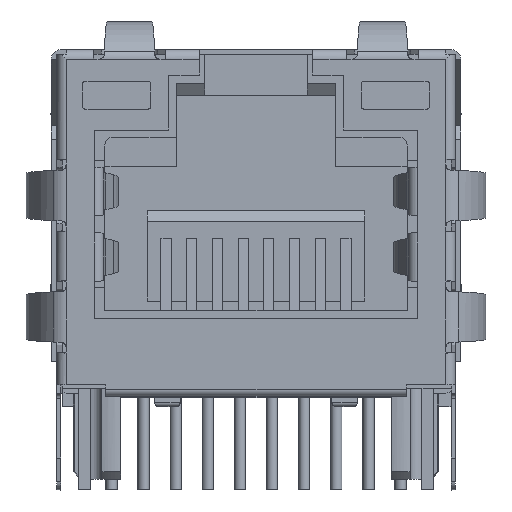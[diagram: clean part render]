
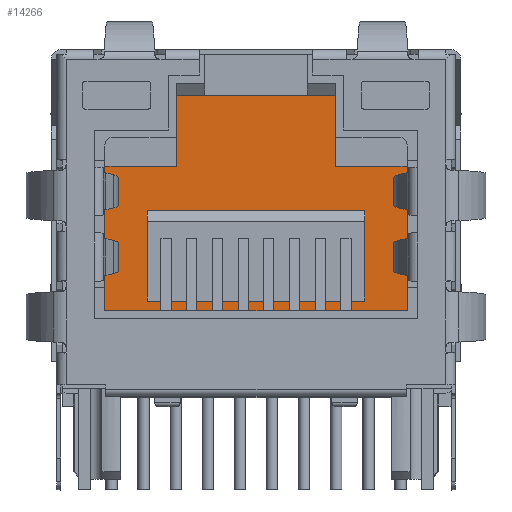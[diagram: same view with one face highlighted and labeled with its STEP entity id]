
A CAD part, front view. The second image highlights one B-rep face of the part: STEP entity #14266.
In plain terms, the highlighted planar face has unit normal (0, -1, 0).
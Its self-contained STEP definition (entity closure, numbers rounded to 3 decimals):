
#13428 = VERTEX_POINT('',#13429);
#13429 = CARTESIAN_POINT('',(3.149,-8.9,
    11.35));
#13484 = VERTEX_POINT('',#13485);
#13485 = CARTESIAN_POINT('',(3.149,-8.9,
    8.55));
#13491 = EDGE_CURVE('',#13484,#13428,#13492,.T.);
#13492 = LINE('',#13493,#13494);
#13493 = CARTESIAN_POINT('',(3.149,-8.9,
    8.55));
#13494 = VECTOR('',#13495,1.);
#13495 = DIRECTION('',(0.,0.,1.));
#13508 = VERTEX_POINT('',#13509);
#13509 = CARTESIAN_POINT('',(-3.151,-8.9,
    11.35));
#13522 = EDGE_CURVE('',#13428,#13508,#13523,.T.);
#13523 = LINE('',#13524,#13525);
#13524 = CARTESIAN_POINT('',(3.149,-8.9,
    11.35));
#13525 = VECTOR('',#13526,1.);
#13526 = DIRECTION('',(-1.,0.,0.));
#13539 = VERTEX_POINT('',#13540);
#13540 = CARTESIAN_POINT('',(-3.151,-8.9,
    8.55));
#13600 = EDGE_CURVE('',#13508,#13539,#13601,.T.);
#13601 = LINE('',#13602,#13603);
#13602 = CARTESIAN_POINT('',(-3.151,-8.9,
    11.35));
#13603 = VECTOR('',#13604,1.);
#13604 = DIRECTION('',(0.,0.,-1.));
#13617 = VERTEX_POINT('',#13618);
#13618 = CARTESIAN_POINT('',(-5.971,-8.9,
    8.55));
#13631 = EDGE_CURVE('',#13539,#13617,#13632,.T.);
#13632 = LINE('',#13633,#13634);
#13633 = CARTESIAN_POINT('',(-3.151,-8.9,
    8.55));
#13634 = VECTOR('',#13635,1.);
#13635 = DIRECTION('',(-1.,0.,0.));
#13646 = VERTEX_POINT('',#13647);
#13647 = CARTESIAN_POINT('',(-5.971,-8.9,
    2.83));
#13692 = EDGE_CURVE('',#13617,#13646,#13693,.T.);
#13693 = LINE('',#13694,#13695);
#13694 = CARTESIAN_POINT('',(-5.971,-8.9,
    8.55));
#13695 = VECTOR('',#13696,1.);
#13696 = DIRECTION('',(0.,0.,-1.));
#13707 = VERTEX_POINT('',#13708);
#13708 = CARTESIAN_POINT('',(5.969,-8.9,
    2.83));
#13716 = EDGE_CURVE('',#13646,#13707,#13717,.T.);
#13717 = LINE('',#13718,#13719);
#13718 = CARTESIAN_POINT('',(-5.971,-8.9,
    2.83));
#13719 = VECTOR('',#13720,1.);
#13720 = DIRECTION('',(1.,0.,0.));
#14133 = VERTEX_POINT('',#14134);
#14134 = CARTESIAN_POINT('',(5.969,-8.9,
    8.55));
#14179 = EDGE_CURVE('',#13707,#14133,#14180,.T.);
#14180 = LINE('',#14181,#14182);
#14181 = CARTESIAN_POINT('',(5.969,-8.9,
    2.83));
#14182 = VECTOR('',#14183,1.);
#14183 = DIRECTION('',(0.,0.,1.));
#14201 = EDGE_CURVE('',#14133,#13484,#14202,.T.);
#14202 = LINE('',#14203,#14204);
#14203 = CARTESIAN_POINT('',(5.969,-8.9,
    8.55));
#14204 = VECTOR('',#14205,1.);
#14205 = DIRECTION('',(-1.,0.,0.));
#14266 = ADVANCED_FACE('',(#14267,#14277),#14311,.F.);
#14267 = FACE_BOUND('',#14268,.F.);
#14268 = EDGE_LOOP('',(#14269,#14270,#14271,#14272,#14273,#14274,#14275,
    #14276));
#14269 = ORIENTED_EDGE('',*,*,#14201,.F.);
#14270 = ORIENTED_EDGE('',*,*,#14179,.F.);
#14271 = ORIENTED_EDGE('',*,*,#13716,.F.);
#14272 = ORIENTED_EDGE('',*,*,#13692,.F.);
#14273 = ORIENTED_EDGE('',*,*,#13631,.F.);
#14274 = ORIENTED_EDGE('',*,*,#13600,.F.);
#14275 = ORIENTED_EDGE('',*,*,#13522,.F.);
#14276 = ORIENTED_EDGE('',*,*,#13491,.F.);
#14277 = FACE_BOUND('',#14278,.F.);
#14278 = EDGE_LOOP('',(#14279,#14289,#14297,#14305));
#14279 = ORIENTED_EDGE('',*,*,#14280,.F.);
#14280 = EDGE_CURVE('',#14281,#14283,#14285,.T.);
#14281 = VERTEX_POINT('',#14282);
#14282 = CARTESIAN_POINT('',(4.299,-8.9,
    3.22));
#14283 = VERTEX_POINT('',#14284);
#14284 = CARTESIAN_POINT('',(-4.301,-8.9,
    3.22));
#14285 = LINE('',#14286,#14287);
#14286 = CARTESIAN_POINT('',(4.299,-8.9,
    3.22));
#14287 = VECTOR('',#14288,1.);
#14288 = DIRECTION('',(-1.,0.,0.));
#14289 = ORIENTED_EDGE('',*,*,#14290,.F.);
#14290 = EDGE_CURVE('',#14291,#14281,#14293,.T.);
#14291 = VERTEX_POINT('',#14292);
#14292 = CARTESIAN_POINT('',(4.299,-8.9,
    6.79));
#14293 = LINE('',#14294,#14295);
#14294 = CARTESIAN_POINT('',(4.299,-8.9,
    6.79));
#14295 = VECTOR('',#14296,1.);
#14296 = DIRECTION('',(0.,0.,-1.));
#14297 = ORIENTED_EDGE('',*,*,#14298,.T.);
#14298 = EDGE_CURVE('',#14291,#14299,#14301,.T.);
#14299 = VERTEX_POINT('',#14300);
#14300 = CARTESIAN_POINT('',(-4.301,-8.9,
    6.79));
#14301 = LINE('',#14302,#14303);
#14302 = CARTESIAN_POINT('',(4.299,-8.9,
    6.79));
#14303 = VECTOR('',#14304,1.);
#14304 = DIRECTION('',(-1.,0.,0.));
#14305 = ORIENTED_EDGE('',*,*,#14306,.F.);
#14306 = EDGE_CURVE('',#14283,#14299,#14307,.T.);
#14307 = LINE('',#14308,#14309);
#14308 = CARTESIAN_POINT('',(-4.301,-8.9,
    3.22));
#14309 = VECTOR('',#14310,1.);
#14310 = DIRECTION('',(0.,0.,1.));
#14311 = PLANE('',#14312);
#14312 = AXIS2_PLACEMENT_3D('',#14313,#14314,#14315);
#14313 = CARTESIAN_POINT('',(-6.751,-8.9,
    12.98));
#14314 = DIRECTION('',(0.,1.,0.));
#14315 = DIRECTION('',(1.,0.,0.));
